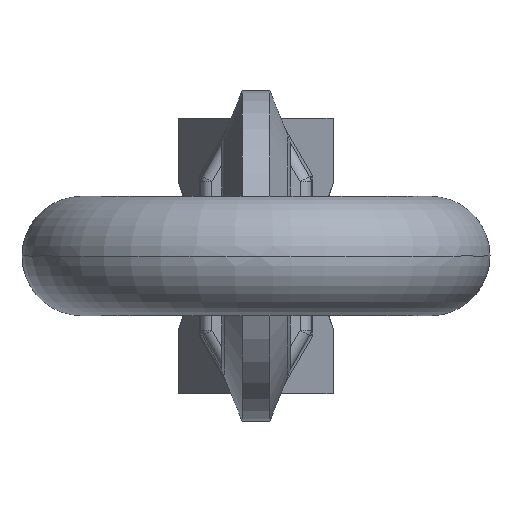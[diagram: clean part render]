
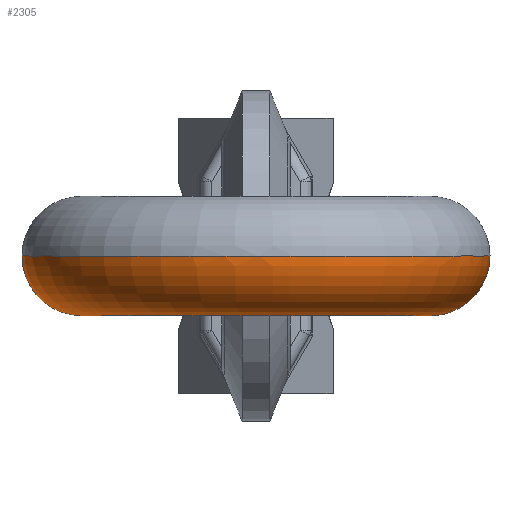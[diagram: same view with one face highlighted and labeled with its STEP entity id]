
A CAD part, left-side view. The second image highlights one B-rep face of the part: STEP entity #2305.
In plain terms, the highlighted toroidal (fillet/blend) face has major radius 19 mm and minor radius 6.5 mm.
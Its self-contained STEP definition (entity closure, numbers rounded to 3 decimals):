
#14=CARTESIAN_POINT('',(12.5,-19.,0.));
#15=DIRECTION('',(-1.,0.,0.));
#16=DIRECTION('',(0.,1.,0.));
#17=AXIS2_PLACEMENT_3D('',#14,#15,#16);
#452=CARTESIAN_POINT('',(12.5,19.,0.));
#453=DIRECTION('',(-1.,0.,0.));
#454=DIRECTION('',(0.,1.,0.));
#455=AXIS2_PLACEMENT_3D('',#452,#453,#454);
#465=CARTESIAN_POINT('',(12.5,-12.5,0.));
#466=CARTESIAN_POINT('',(11.73,-12.5,0.));
#467=CARTESIAN_POINT('',(10.19,-12.357,
0.));
#468=CARTESIAN_POINT('',(7.959,-11.722,
0.));
#469=CARTESIAN_POINT('',(5.882,-10.688,
0.));
#470=CARTESIAN_POINT('',(4.031,-9.29,
0.));
#471=CARTESIAN_POINT('',(2.468,-7.576,
0.));
#472=CARTESIAN_POINT('',(1.247,-5.604,
0.));
#473=CARTESIAN_POINT('',(0.409,-3.44,
0.));
#474=CARTESIAN_POINT('',(-0.018,-1.16,
0.));
#475=CARTESIAN_POINT('',(-0.018,1.16,
0.));
#476=CARTESIAN_POINT('',(0.409,3.44,
0.));
#477=CARTESIAN_POINT('',(1.247,5.604,0.));
#478=CARTESIAN_POINT('',(2.468,7.576,0.));
#479=CARTESIAN_POINT('',(4.031,9.29,0.));
#480=CARTESIAN_POINT('',(5.882,10.688,0.));
#481=CARTESIAN_POINT('',(7.959,11.722,0.));
#482=CARTESIAN_POINT('',(10.19,12.357,0.));
#483=CARTESIAN_POINT('',(11.73,12.5,0.));
#484=CARTESIAN_POINT('',(12.5,12.5,0.));
#486=CARTESIAN_POINT('',(12.5,25.5,0.));
#487=CARTESIAN_POINT('',(11.165,25.5,0.));
#488=CARTESIAN_POINT('',(8.494,25.29,
0.));
#489=CARTESIAN_POINT('',(4.588,24.352,0.));
#490=CARTESIAN_POINT('',(0.876,22.814,
0.));
#491=CARTESIAN_POINT('',(-2.55,20.715,0.));
#492=CARTESIAN_POINT('',(-5.606,18.106,0.));
#493=CARTESIAN_POINT('',(-8.215,15.05,0.));
#494=CARTESIAN_POINT('',(-10.314,11.624,0.));
#495=CARTESIAN_POINT('',(-11.852,7.912,0.));
#496=CARTESIAN_POINT('',(-12.79,4.006,0.));
#497=CARTESIAN_POINT('',(-13.105,0.,0.));
#498=CARTESIAN_POINT('',(-12.79,-4.006,0.));
#499=CARTESIAN_POINT('',(-11.852,-7.912,0.));
#500=CARTESIAN_POINT('',(-10.314,-11.624,0.));
#501=CARTESIAN_POINT('',(-8.215,-15.05,0.));
#502=CARTESIAN_POINT('',(-5.606,-18.106,0.));
#503=CARTESIAN_POINT('',(-2.55,-20.715,0.));
#504=CARTESIAN_POINT('',(0.876,-22.814,
0.));
#505=CARTESIAN_POINT('',(4.588,-24.352,
0.));
#506=CARTESIAN_POINT('',(8.494,-25.29,
0.));
#507=CARTESIAN_POINT('',(11.165,-25.5,0.));
#508=CARTESIAN_POINT('',(12.5,-25.5,0.));
#1774=CARTESIAN_POINT('',(12.5,12.5,0.));
#1775=VERTEX_POINT('',#1774);
#1776=CARTESIAN_POINT('',(12.5,25.5,0.));
#1777=VERTEX_POINT('',#1776);
#1778=VERTEX_POINT('',#465);
#1779=VERTEX_POINT('',#508);
#2292=CARTESIAN_POINT('',(12.5,0.,0.));
#2293=DIRECTION('',(0.,0.,-1.));
#2294=DIRECTION('',(0.,1.,0.));
#2295=AXIS2_PLACEMENT_3D('',#2292,#2293,#2294);
#2296=TOROIDAL_SURFACE('',#2295,19.,6.5);
#2297=ORIENTED_EDGE('',*,*,#2092,.F.);
#2299=ORIENTED_EDGE('',*,*,#2298,.T.);
#2300=ORIENTED_EDGE('',*,*,#2282,.F.);
#2302=ORIENTED_EDGE('',*,*,#2301,.T.);
#2303=EDGE_LOOP('',(#2297,#2299,#2300,#2302));
#2304=FACE_OUTER_BOUND('',#2303,.F.);
#2305=ADVANCED_FACE('',(#2304),#2296,.T.);
#18=CIRCLE('',#17,6.5);
#456=CIRCLE('',#455,6.5);
#485=B_SPLINE_CURVE_WITH_KNOTS('',3,(#465,#466,#467,#468,#469,#470,#471,#472,
#473,#474,#475,#476,#477,#478,#479,#480,#481,#482,#483,#484),.UNSPECIFIED.,.F.,
.F.,(4,1,1,1,1,1,1,1,1,1,1,1,1,1,1,1,1,4),(0.,0.059,
0.118,0.176,0.235,0.294,
0.353,0.412,0.471,0.529,
0.588,0.647,0.706,0.765,
0.824,0.882,0.941,1.),.UNSPECIFIED.);
#509=B_SPLINE_CURVE_WITH_KNOTS('',3,(#486,#487,#488,#489,#490,#491,#492,#493,
#494,#495,#496,#497,#498,#499,#500,#501,#502,#503,#504,#505,#506,#507,#508),
.UNSPECIFIED.,.F.,.F.,(4,1,1,1,1,1,1,1,1,1,1,1,1,1,1,1,1,1,1,1,4),(0.,0.05,
0.1,0.15,0.2,0.25,0.3,0.35,0.4,0.45,0.5,0.55,0.6,0.65,
0.7,0.75,0.8,0.85,0.9,0.95,1.),.UNSPECIFIED.);
#2092=EDGE_CURVE('',#1778,#1779,#18,.T.);
#2282=EDGE_CURVE('',#1777,#1775,#456,.T.);
#2298=EDGE_CURVE('',#1778,#1775,#485,.T.);
#2301=EDGE_CURVE('',#1777,#1779,#509,.T.);
